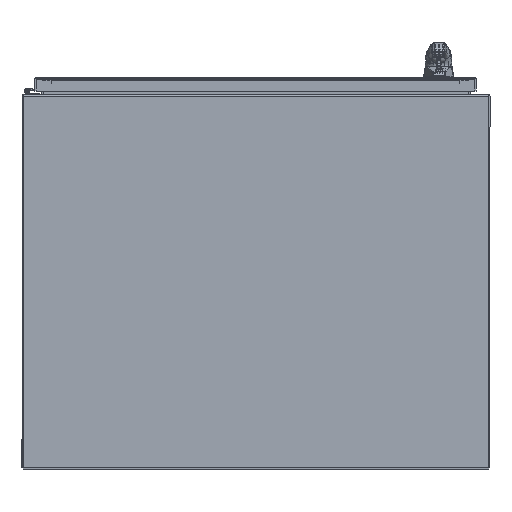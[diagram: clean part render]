
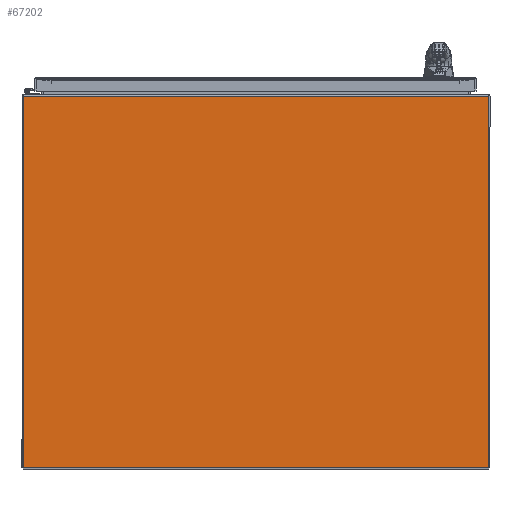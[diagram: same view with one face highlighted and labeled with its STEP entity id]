
A CAD part, front view. The second image highlights one B-rep face of the part: STEP entity #67202.
In plain terms, the highlighted face is planar.
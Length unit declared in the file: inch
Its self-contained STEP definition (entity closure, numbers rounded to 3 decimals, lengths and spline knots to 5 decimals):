
#2200 = VECTOR ( 'NONE', #94936, 39.37008 ) ;
#6024 = LINE ( 'NONE', #92002, #2200 ) ;
#15661 = AXIS2_PLACEMENT_3D ( 'NONE', #86347, #86192, #86009 ) ;
#16726 = DIRECTION ( 'NONE',  ( -1., 0., 0. ) ) ;
#18891 = EDGE_CURVE ( 'NONE', #23575, #69800, #49444, .T. ) ;
#19637 = DIRECTION ( 'NONE',  ( 0., 1., 0. ) ) ;
#19830 = CARTESIAN_POINT ( 'NONE',  ( 0., -24.0313, 0. ) ) ;
#20015 = EDGE_CURVE ( 'NONE', #30095, #23575, #6024, .T. ) ;
#23575 = VERTEX_POINT ( 'NONE', #44625 ) ;
#27147 = CARTESIAN_POINT ( 'NONE',  ( 22.4532, -23.90635, 0. ) ) ;
#27427 = EDGE_CURVE ( 'NONE', #69800, #60290, #89813, .T. ) ;
#30095 = VERTEX_POINT ( 'NONE', #146713 ) ;
#41299 = ORIENTED_EDGE ( 'NONE', *, *, #60284, .T. ) ;
#44625 = CARTESIAN_POINT ( 'NONE',  ( 29.9376, -23.90635, 0. ) ) ;
#49444 = LINE ( 'NONE', #27147, #144051 ) ;
#56064 = CARTESIAN_POINT ( 'NONE',  ( 0., -23.90635, 0. ) ) ;
#56230 = ORIENTED_EDGE ( 'NONE', *, *, #18891, .T. ) ;
#60284 = EDGE_CURVE ( 'NONE', #60290, #30095, #68442, .T. ) ;
#60290 = VERTEX_POINT ( 'NONE', #70342 ) ;
#67202 = ADVANCED_FACE ( 'NONE', ( #114469 ), #88267, .F. ) ;
#68442 = LINE ( 'NONE', #69846, #97470 ) ;
#69800 = VERTEX_POINT ( 'NONE', #56064 ) ;
#69846 = CARTESIAN_POINT ( 'NONE',  ( 0., 0., 0. ) ) ;
#70342 = CARTESIAN_POINT ( 'NONE',  ( 0., 0., 0. ) ) ;
#75492 = DIRECTION ( 'NONE',  ( 1., 0., 0. ) ) ;
#86009 = DIRECTION ( 'NONE',  ( 1., 0., 0. ) ) ;
#86192 = DIRECTION ( 'NONE',  ( 0., 0., 1. ) ) ;
#86347 = CARTESIAN_POINT ( 'NONE',  ( 14.9688, -12.01565, 0. ) ) ;
#88267 = PLANE ( 'NONE',  #15661 ) ;
#89813 = LINE ( 'NONE', #19830, #155677 ) ;
#92002 = CARTESIAN_POINT ( 'NONE',  ( 29.9376, 0., 0. ) ) ;
#93290 = ORIENTED_EDGE ( 'NONE', *, *, #27427, .T. ) ;
#94936 = DIRECTION ( 'NONE',  ( 0., -1., 0. ) ) ;
#97470 = VECTOR ( 'NONE', #75492, 39.37008 ) ;
#114451 = EDGE_LOOP ( 'NONE', ( #56230, #93290, #41299, #125286 ) ) ;
#114469 = FACE_OUTER_BOUND ( 'NONE', #114451, .T. ) ;
#125286 = ORIENTED_EDGE ( 'NONE', *, *, #20015, .T. ) ;
#144051 = VECTOR ( 'NONE', #16726, 39.37008 ) ;
#146713 = CARTESIAN_POINT ( 'NONE',  ( 29.9376, 0., 0. ) ) ;
#155677 = VECTOR ( 'NONE', #19637, 39.37008 ) ;
